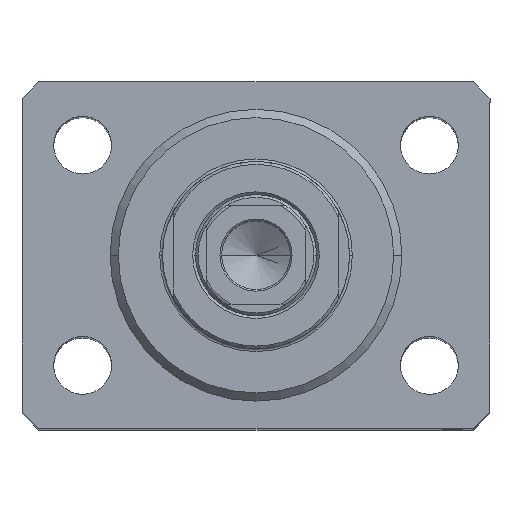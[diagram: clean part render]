
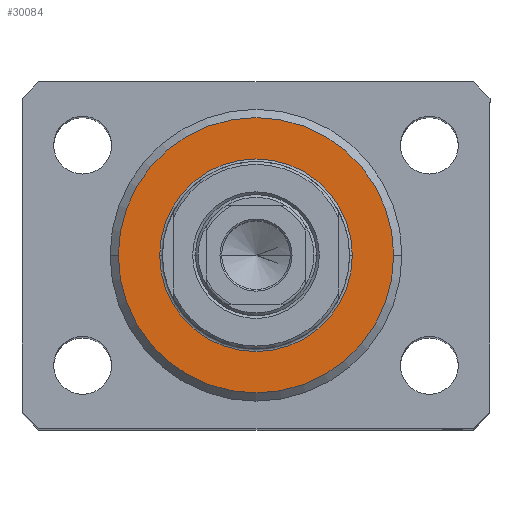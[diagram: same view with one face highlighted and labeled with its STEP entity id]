
A CAD part, top view. The second image highlights one B-rep face of the part: STEP entity #30084.
In plain terms, the highlighted face is planar.
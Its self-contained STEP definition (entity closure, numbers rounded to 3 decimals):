
#953 = ORIENTED_EDGE ( 'NONE', *, *, #40778, .T. ) ;
#1134 = CIRCLE ( 'NONE', #11230, 17.5 ) ;
#1168 = CIRCLE ( 'NONE', #40759, 17.5 ) ;
#1407 = ORIENTED_EDGE ( 'NONE', *, *, #14953, .T. ) ;
#2032 = CARTESIAN_POINT ( 'NONE',  ( 0., 0., 0. ) ) ;
#2055 = CIRCLE ( 'NONE', #21558, 25. ) ;
#4268 = DIRECTION ( 'NONE',  ( 1., 0., 0. ) ) ;
#9741 = CARTESIAN_POINT ( 'NONE',  ( 25., 0., 0. ) ) ;
#9849 = CARTESIAN_POINT ( 'NONE',  ( 0., 0., 0. ) ) ;
#10873 = DIRECTION ( 'NONE',  ( 1., 0., 0. ) ) ;
#10879 = VERTEX_POINT ( 'NONE', #14140 ) ;
#11230 = AXIS2_PLACEMENT_3D ( 'NONE', #31143, #42151, #4268 ) ;
#11728 = FACE_OUTER_BOUND ( 'NONE', #26207, .T. ) ;
#13261 = DIRECTION ( 'NONE',  ( 0., 0., 1. ) ) ;
#14140 = CARTESIAN_POINT ( 'NONE',  ( 17.5, 0., 0. ) ) ;
#14953 = EDGE_CURVE ( 'NONE', #10879, #35986, #1168, .T. ) ;
#16194 = DIRECTION ( 'NONE',  ( 1., 0., 0. ) ) ;
#17423 = AXIS2_PLACEMENT_3D ( 'NONE', #26872, #23267, #36790 ) ;
#19197 = DIRECTION ( 'NONE',  ( 1., 0., 0. ) ) ;
#21292 = CARTESIAN_POINT ( 'NONE',  ( 0., 0., 0. ) ) ;
#21504 = DIRECTION ( 'NONE',  ( 0., 0., -1. ) ) ;
#21558 = AXIS2_PLACEMENT_3D ( 'NONE', #21292, #21504, #10873 ) ;
#22570 = PLANE ( 'NONE',  #33213 ) ;
#23267 = DIRECTION ( 'NONE',  ( 0., 0., -1. ) ) ;
#24563 = VERTEX_POINT ( 'NONE', #40351 ) ;
#25285 = FACE_BOUND ( 'NONE', #41526, .T. ) ;
#26207 = EDGE_LOOP ( 'NONE', ( #42781, #34599 ) ) ;
#26872 = CARTESIAN_POINT ( 'NONE',  ( 0., 0., 0. ) ) ;
#30084 = ADVANCED_FACE ( 'NONE', ( #25285, #11728 ), #22570, .F. ) ;
#31143 = CARTESIAN_POINT ( 'NONE',  ( 0., 0., 0. ) ) ;
#33213 = AXIS2_PLACEMENT_3D ( 'NONE', #2032, #35653, #19197 ) ;
#34184 = EDGE_CURVE ( 'NONE', #24563, #41233, #39006, .T. ) ;
#34599 = ORIENTED_EDGE ( 'NONE', *, *, #34184, .T. ) ;
#35313 = CARTESIAN_POINT ( 'NONE',  ( -17.5, 0., 0. ) ) ;
#35653 = DIRECTION ( 'NONE',  ( 0., 0., 1. ) ) ;
#35986 = VERTEX_POINT ( 'NONE', #35313 ) ;
#36790 = DIRECTION ( 'NONE',  ( 1., 0., 0. ) ) ;
#39006 = CIRCLE ( 'NONE', #17423, 25. ) ;
#40351 = CARTESIAN_POINT ( 'NONE',  ( -25., 0., 0. ) ) ;
#40759 = AXIS2_PLACEMENT_3D ( 'NONE', #9849, #13261, #16194 ) ;
#40778 = EDGE_CURVE ( 'NONE', #35986, #10879, #1134, .T. ) ;
#41233 = VERTEX_POINT ( 'NONE', #9741 ) ;
#41526 = EDGE_LOOP ( 'NONE', ( #1407, #953 ) ) ;
#42151 = DIRECTION ( 'NONE',  ( 0., 0., 1. ) ) ;
#42781 = ORIENTED_EDGE ( 'NONE', *, *, #43581, .T. ) ;
#43581 = EDGE_CURVE ( 'NONE', #41233, #24563, #2055, .T. ) ;
